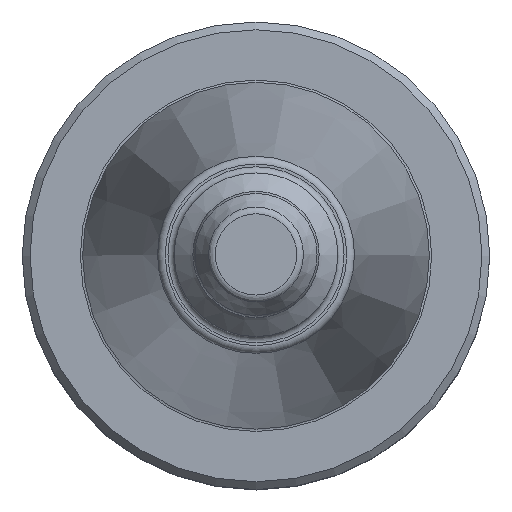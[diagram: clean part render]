
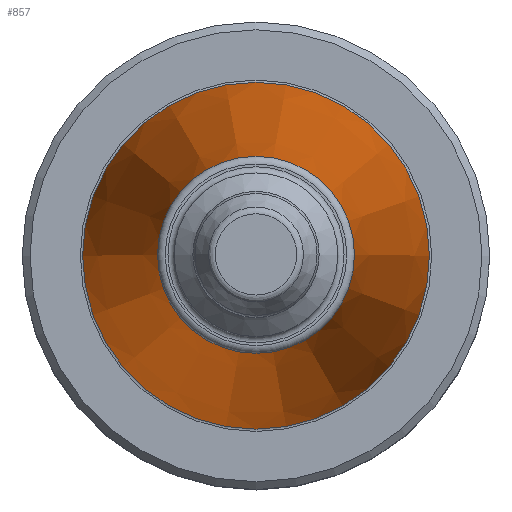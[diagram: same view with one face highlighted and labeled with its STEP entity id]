
A CAD part, top view. The second image highlights one B-rep face of the part: STEP entity #857.
In plain terms, the highlighted conical face has half-angle 8.297 degrees and reference radius 6.257 mm.
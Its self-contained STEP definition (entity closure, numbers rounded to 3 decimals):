
#24=CONICAL_SURFACE('',#931,6.257,0.145);
#116=ORIENTED_EDGE('',*,*,#222,.T.);
#117=ORIENTED_EDGE('',*,*,#223,.T.);
#222=EDGE_CURVE('',#274,#274,#319,.F.);
#223=EDGE_CURVE('',#275,#275,#320,.T.);
#274=VERTEX_POINT('',#1269);
#275=VERTEX_POINT('',#1271);
#319=CIRCLE('',#932,6.319);
#320=CIRCLE('',#933,11.128);
#363=EDGE_LOOP('',(#116));
#364=EDGE_LOOP('',(#117));
#447=FACE_BOUND('',#363,.T.);
#448=FACE_BOUND('',#364,.T.);
#857=ADVANCED_FACE('',(#447,#448),#24,.T.);
#931=AXIS2_PLACEMENT_3D('',#1267,#1065,#1066);
#932=AXIS2_PLACEMENT_3D('',#1268,#1067,#1068);
#933=AXIS2_PLACEMENT_3D('',#1270,#1069,#1070);
#1065=DIRECTION('',(0.,0.,-1.));
#1066=DIRECTION('',(-1.,0.,0.));
#1067=DIRECTION('',(0.,0.,1.));
#1068=DIRECTION('',(1.,0.,0.));
#1069=DIRECTION('',(0.,0.,1.));
#1070=DIRECTION('',(1.,0.,0.));
#1267=CARTESIAN_POINT('',(0.,0.,33.4));
#1268=CARTESIAN_POINT('',(0.,0.,32.972));
#1269=CARTESIAN_POINT('',(6.319,0.,32.972));
#1270=CARTESIAN_POINT('',(0.,0.,0.));
#1271=CARTESIAN_POINT('',(11.128,0.,0.));
